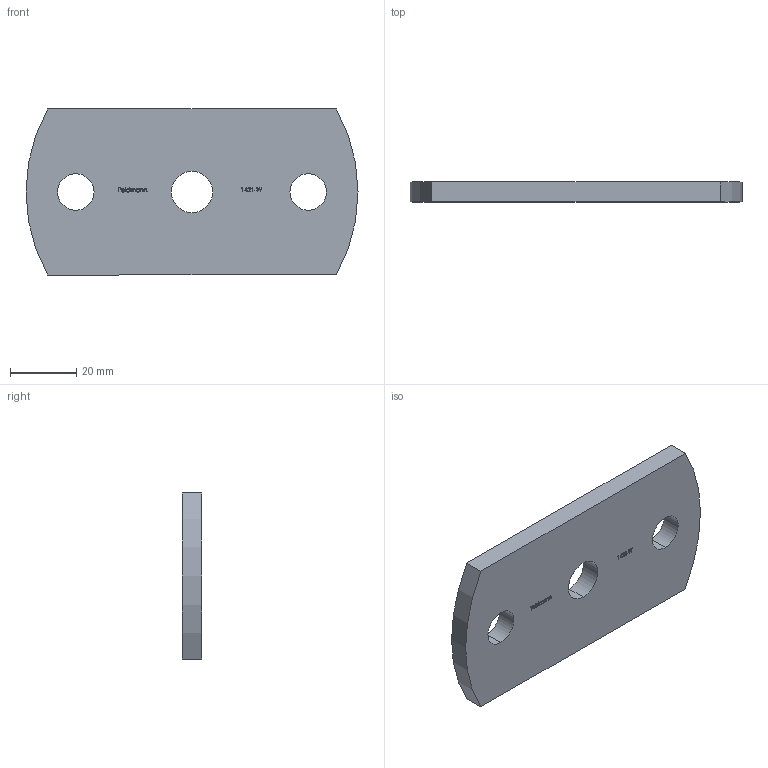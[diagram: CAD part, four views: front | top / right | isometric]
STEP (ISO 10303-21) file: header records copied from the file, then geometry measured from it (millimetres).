
FILE_DESCRIPTION (( 'STEP AP203' ), '1' );
FILE_NAME ('1421-W.step', '2019-04-03T11:43:18', ( '' ), ( '' ), 'SwSTEP 2.0', 'SolidWorks 2015', '' );
FILE_SCHEMA (( 'CONFIG_CONTROL_DESIGN' ));
Length unit declared in the file: millimetre
Products named in the file (1): 1421-W
Bounding box: 100 x 6 x 50 mm (x, y, z)
Volume: 26857.6 mm3; surface area: 11281.3 mm2
Topology: 1 solids, 1 shells, 186 faces, 498 edges, 332 vertices
Faces by surface type: plane 124, bspline 54, cylinder 8
Entity records: 8471 total; most frequent: CARTESIAN_POINT 4079, ORIENTED_EDGE 996, DIRECTION 672, EDGE_CURVE 498, LINE 374, VECTOR 374, VERTEX_POINT 332, EDGE_LOOP 210
